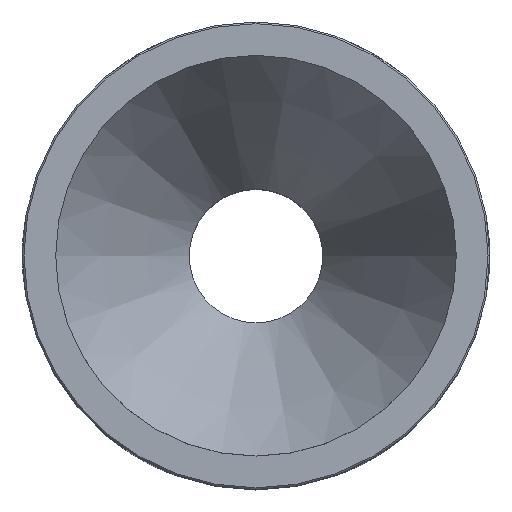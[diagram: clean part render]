
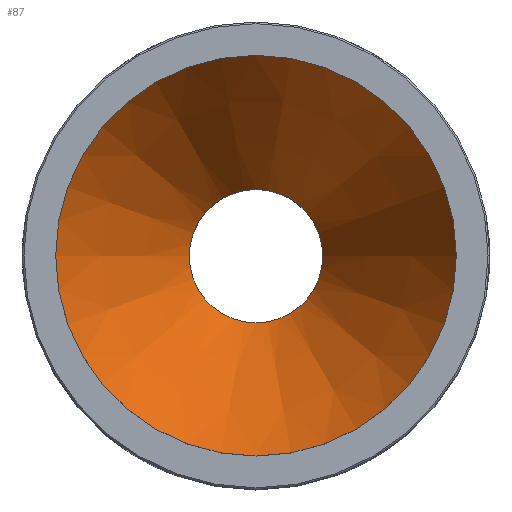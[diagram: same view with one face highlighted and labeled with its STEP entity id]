
A CAD part, top view. The second image highlights one B-rep face of the part: STEP entity #87.
In plain terms, the highlighted conical face has half-angle 30 degrees and reference radius 10 mm.
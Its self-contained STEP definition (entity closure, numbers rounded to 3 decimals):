
#87 = ADVANCED_FACE( '', ( #155, #156 ), #157, .F. );
#155 = FACE_OUTER_BOUND( '', #260, .T. );
#156 = FACE_BOUND( '', #261, .T. );
#157 = CONICAL_SURFACE( '', #262, 10., 0.524 );
#260 = EDGE_LOOP( '', ( #389 ) );
#261 = EDGE_LOOP( '', ( #390 ) );
#262 = AXIS2_PLACEMENT_3D( '', #391, #392, #393 );
#389 = ORIENTED_EDGE( '', *, *, #505, .F. );
#390 = ORIENTED_EDGE( '', *, *, #501, .T. );
#391 = CARTESIAN_POINT( '', ( 0., 0., 17.559 ) );
#392 = DIRECTION( '', ( 0., 0., 1. ) );
#393 = DIRECTION( '', ( 1., 0., 0. ) );
#501 = EDGE_CURVE( '', #555, #555, #556, .T. );
#505 = EDGE_CURVE( '', #563, #563, #564, .T. );
#555 = VERTEX_POINT( '', #1373 );
#556 = CIRCLE( '', #1374, 10. );
#563 = VERTEX_POINT( '', #1381 );
#564 = CIRCLE( '', #1382, 30. );
#1373 = CARTESIAN_POINT( '', ( -10., 0., 17.559 ) );
#1374 = AXIS2_PLACEMENT_3D( '', #1428, #1429, #1430 );
#1381 = CARTESIAN_POINT( '', ( -30., 0., 52.2 ) );
#1382 = AXIS2_PLACEMENT_3D( '', #1440, #1441, #1442 );
#1428 = CARTESIAN_POINT( '', ( 0., 0., 17.559 ) );
#1429 = DIRECTION( '', ( 0., 0., -1. ) );
#1430 = DIRECTION( '', ( -1., 0., 0. ) );
#1440 = CARTESIAN_POINT( '', ( 0., 0., 52.2 ) );
#1441 = DIRECTION( '', ( 0., 0., -1. ) );
#1442 = DIRECTION( '', ( -1., 0., 0. ) );
